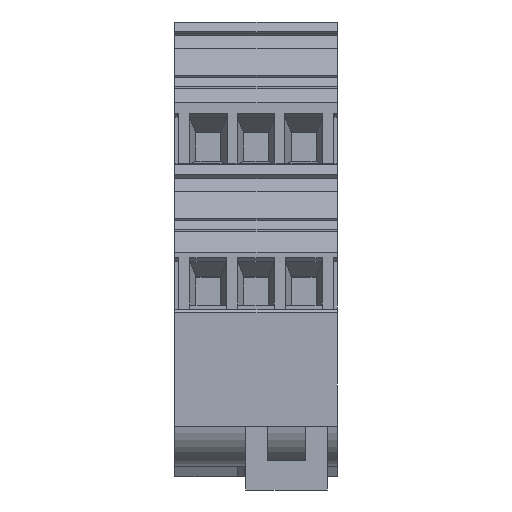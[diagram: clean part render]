
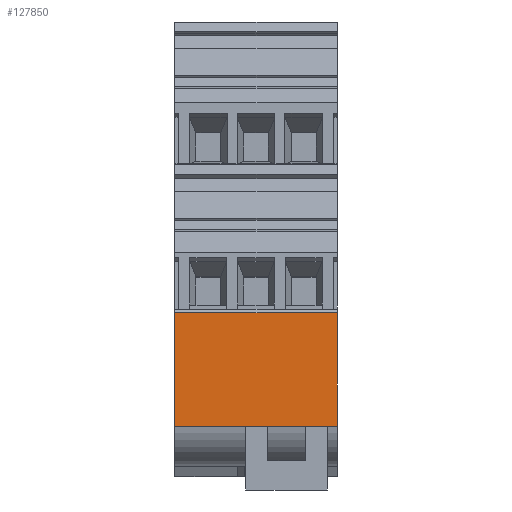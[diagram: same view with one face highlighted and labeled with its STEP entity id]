
A CAD part, front view. The second image highlights one B-rep face of the part: STEP entity #127850.
In plain terms, the highlighted face is planar.
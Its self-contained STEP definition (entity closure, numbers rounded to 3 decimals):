
#102500=CARTESIAN_POINT('',(24.341,17.356,-31.3));
#102510=VERTEX_POINT('',#102500);
#102540=CARTESIAN_POINT('',(24.341,-19.4,-31.3));
#102550=DIRECTION('',(0.,-1.,0.));
#102560=VECTOR('',#102550,1.);
#102570=LINE('',#102540,#102560);
#102580=CARTESIAN_POINT('',(24.341,29.706,-31.3));
#102590=VERTEX_POINT('',#102580);
#102600=EDGE_CURVE('',#102590,#102510,#102570,.T.);
#108730=CARTESIAN_POINT('',(24.341,17.356,-49.));
#108740=VERTEX_POINT('',#108730);
#108770=CARTESIAN_POINT('',(24.341,17.356,
2.25));
#108780=DIRECTION('',(0.,0.,1.));
#108790=VECTOR('',#108780,1.);
#108800=LINE('',#108770,#108790);
#108810=EDGE_CURVE('',#108740,#102510,#108800,.T.);
#127470=CARTESIAN_POINT('',(24.341,29.706,-49.));
#127480=VERTEX_POINT('',#127470);
#127530=CARTESIAN_POINT('',(24.341,29.706,
2.25));
#127540=DIRECTION('',(0.,0.,1.));
#127550=VECTOR('',#127540,1.);
#127560=LINE('',#127530,#127550);
#127570=EDGE_CURVE('',#127480,#102590,#127560,.T.);
#127690=CARTESIAN_POINT('',(24.341,29.706,-49.));
#127700=DIRECTION('',(1.,0.,0.));
#127710=DIRECTION('',(0.,0.,-1.));
#127720=AXIS2_PLACEMENT_3D('',#127690,#127700,#127710);
#127730=PLANE('',#127720);
#127740=CARTESIAN_POINT('',(24.341,20.819,-49.));
#127750=DIRECTION('',(0.,1.,0.));
#127760=VECTOR('',#127750,1.);
#127770=LINE('',#127740,#127760);
#127780=EDGE_CURVE('',#108740,#127480,#127770,.T.);
#127790=ORIENTED_EDGE('',*,*,#127780,.F.);
#127800=ORIENTED_EDGE('',*,*,#127570,.F.);
#127810=ORIENTED_EDGE('',*,*,#102600,.F.);
#127820=ORIENTED_EDGE('',*,*,#108810,.T.);
#127830=EDGE_LOOP('',(#127820,#127810,#127800,#127790));
#127840=FACE_OUTER_BOUND('',#127830,.T.);
#127850=ADVANCED_FACE('',(#127840),#127730,.F.);
